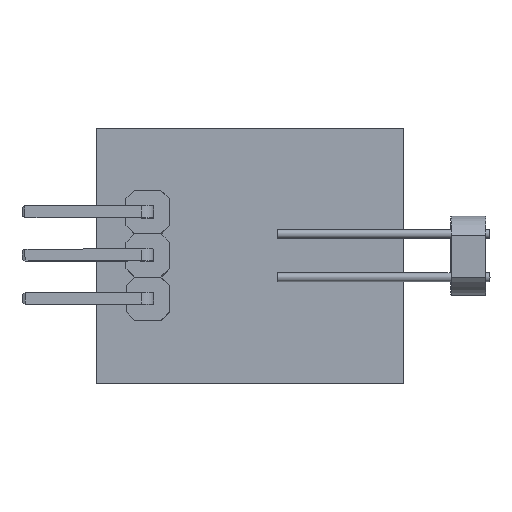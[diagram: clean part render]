
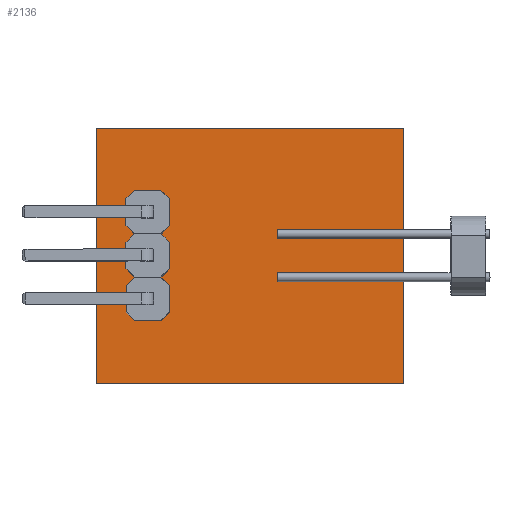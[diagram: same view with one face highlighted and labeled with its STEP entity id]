
A CAD part, top view. The second image highlights one B-rep face of the part: STEP entity #2136.
In plain terms, the highlighted planar face has unit normal (0, 0, 1).
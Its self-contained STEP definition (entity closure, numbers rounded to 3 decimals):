
#86=LINE('',#3146,#346);
#89=LINE('',#3152,#349);
#92=LINE('',#3158,#352);
#95=LINE('',#3162,#355);
#346=VECTOR('',#2552,10.);
#349=VECTOR('',#2557,10.);
#352=VECTOR('',#2562,10.);
#355=VECTOR('',#2567,10.);
#608=PLANE('',#2373);
#723=FACE_BOUND('',#885,.T.);
#724=FACE_BOUND('',#886,.T.);
#725=FACE_BOUND('',#887,.T.);
#750=FACE_OUTER_BOUND('',#884,.T.);
#884=EDGE_LOOP('',(#1556,#1557,#1558,#1559));
#885=EDGE_LOOP('',(#1560));
#886=EDGE_LOOP('',(#1561));
#887=EDGE_LOOP('',(#1562));
#1029=CIRCLE('',#2362,0.5);
#1031=CIRCLE('',#2365,0.5);
#1033=CIRCLE('',#2368,0.5);
#1059=VERTEX_POINT('',#3127);
#1061=VERTEX_POINT('',#3132);
#1063=VERTEX_POINT('',#3137);
#1066=VERTEX_POINT('',#3143);
#1067=VERTEX_POINT('',#3145);
#1069=VERTEX_POINT('',#3151);
#1071=VERTEX_POINT('',#3157);
#1245=EDGE_CURVE('',#1059,#1059,#1029,.T.);
#1247=EDGE_CURVE('',#1061,#1061,#1031,.T.);
#1249=EDGE_CURVE('',#1063,#1063,#1033,.T.);
#1252=EDGE_CURVE('',#1067,#1066,#86,.T.);
#1255=EDGE_CURVE('',#1069,#1067,#89,.T.);
#1258=EDGE_CURVE('',#1071,#1069,#92,.T.);
#1261=EDGE_CURVE('',#1066,#1071,#95,.T.);
#1556=ORIENTED_EDGE('',*,*,#1261,.T.);
#1557=ORIENTED_EDGE('',*,*,#1258,.T.);
#1558=ORIENTED_EDGE('',*,*,#1255,.T.);
#1559=ORIENTED_EDGE('',*,*,#1252,.T.);
#1560=ORIENTED_EDGE('',*,*,#1245,.T.);
#1561=ORIENTED_EDGE('',*,*,#1247,.T.);
#1562=ORIENTED_EDGE('',*,*,#1249,.T.);
#2136=ADVANCED_FACE('',(#750,#723,#724,#725),#608,.T.);
#2362=AXIS2_PLACEMENT_3D('',#3128,#2534,#2535);
#2365=AXIS2_PLACEMENT_3D('',#3133,#2540,#2541);
#2368=AXIS2_PLACEMENT_3D('',#3138,#2546,#2547);
#2373=AXIS2_PLACEMENT_3D('',#3163,#2568,#2569);
#2534=DIRECTION('center_axis',(0.,0.,-1.));
#2535=DIRECTION('ref_axis',(1.,0.,0.));
#2540=DIRECTION('center_axis',(0.,0.,-1.));
#2541=DIRECTION('ref_axis',(1.,0.,0.));
#2546=DIRECTION('center_axis',(0.,0.,-1.));
#2547=DIRECTION('ref_axis',(1.,0.,0.));
#2552=DIRECTION('',(0.,-1.,0.));
#2557=DIRECTION('',(-1.,0.,0.));
#2562=DIRECTION('',(0.,1.,0.));
#2567=DIRECTION('',(1.,0.,0.));
#2568=DIRECTION('center_axis',(0.,0.,1.));
#2569=DIRECTION('ref_axis',(1.,0.,0.));
#3127=CARTESIAN_POINT('',(3.5,10.,2.));
#3128=CARTESIAN_POINT('Origin',(3.,10.,2.));
#3132=CARTESIAN_POINT('',(3.5,7.5,2.));
#3133=CARTESIAN_POINT('Origin',(3.,7.5,2.));
#3137=CARTESIAN_POINT('',(3.5,5.,2.));
#3138=CARTESIAN_POINT('Origin',(3.,5.,2.));
#3143=CARTESIAN_POINT('',(0.,0.,2.));
#3145=CARTESIAN_POINT('',(0.,15.,2.));
#3146=CARTESIAN_POINT('',(0.,15.,2.));
#3151=CARTESIAN_POINT('',(18.,15.,2.));
#3152=CARTESIAN_POINT('',(18.,15.,2.));
#3157=CARTESIAN_POINT('',(18.,0.,2.));
#3158=CARTESIAN_POINT('',(18.,0.,2.));
#3162=CARTESIAN_POINT('',(0.,0.,2.));
#3163=CARTESIAN_POINT('Origin',(9.,7.5,2.));
